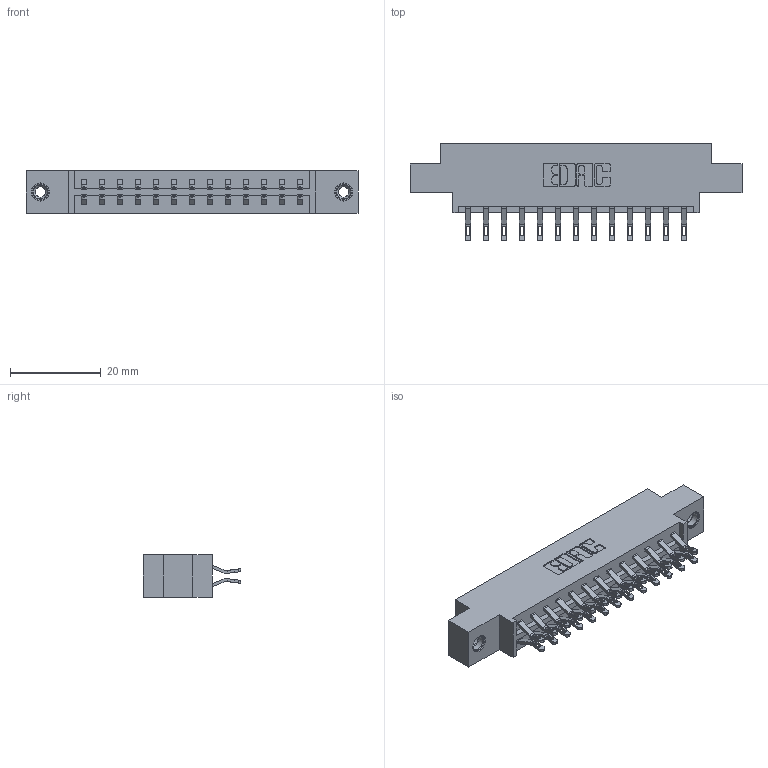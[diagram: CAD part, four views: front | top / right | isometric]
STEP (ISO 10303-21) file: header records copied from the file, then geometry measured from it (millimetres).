
FILE_DESCRIPTION (( 'STEP AP203' ), '1' );
FILE_NAME ('833-026-555-808.STEP', '2020-06-02T05:22:54', ( '' ), ( '' ), 'SwSTEP 2.0', 'SolidWorks 2020', '' );
FILE_SCHEMA (( 'CONFIG_CONTROL_DESIGN' ));
Length unit declared in the file: inch
Products named in the file (4): 833-026-555-808; 345-250-001_345-250-003-102; 345-292-001_555 Tail; 833 Part_Offset - .156 Dia - TI
Assembly tree (29 placements, depth 2):
  833-026-555-808
    833 Part_Offset - .156 Dia - TI
    345-292-001_555 Tail  x26
    345-250-001_345-250-003-102  x2
Bounding box: 73.05 x 21.47 x 9.4 mm (x, y, z)
Volume: 7027.9 mm3; surface area: 8521.8 mm2
Topology: 29 solids, 29 shells, 1686 faces, 5217 edges, 3470 vertices
Faces by surface type: plane 990, cylinder 680, cone 12, torus 4
Entity records: 13758 total; most frequent: CARTESIAN_POINT 2335, ORIENTED_EDGE 2234, DIRECTION 2047, EDGE_CURVE 1117, LINE 949, VECTOR 949, VERTEX_POINT 740, AXIS2_PLACEMENT_3D 549
